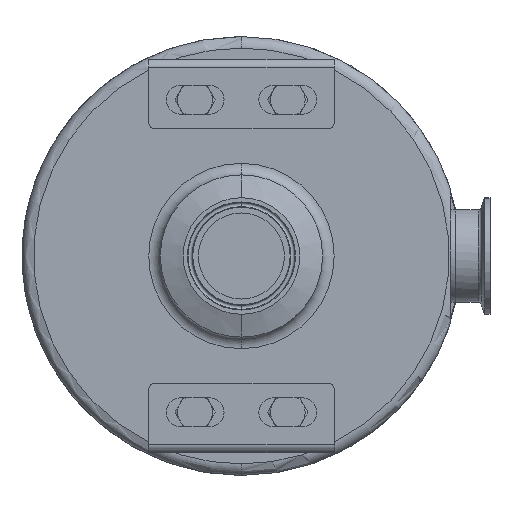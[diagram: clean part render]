
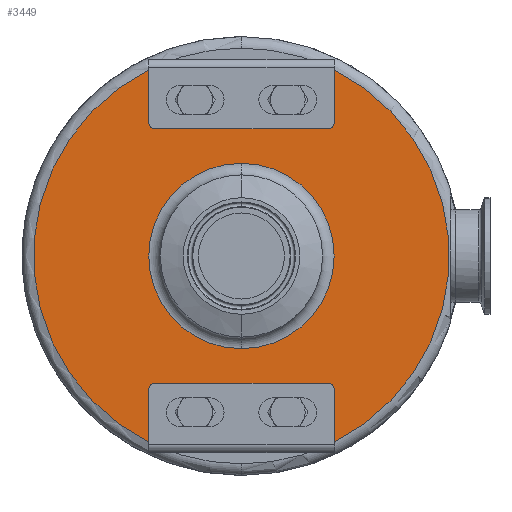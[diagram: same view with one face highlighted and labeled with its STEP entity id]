
A CAD part, front view. The second image highlights one B-rep face of the part: STEP entity #3449.
In plain terms, the highlighted planar face has unit normal (0, -1, 0).
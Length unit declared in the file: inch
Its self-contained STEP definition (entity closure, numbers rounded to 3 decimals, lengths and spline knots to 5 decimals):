
#12 = EDGE_CURVE ( 'NONE', #13267, #6737, #983, .T. ) ;
#31 = FACE_OUTER_BOUND ( 'NONE', #8753, .T. ) ;
#242 = DIRECTION ( 'NONE',  ( 0., 0., -1. ) ) ;
#368 = AXIS2_PLACEMENT_3D ( 'NONE', #6176, #1710, #4974 ) ;
#447 = EDGE_LOOP ( 'NONE', ( #5047, #11459 ) ) ;
#459 = CARTESIAN_POINT ( 'NONE',  ( -1.875, -1.57, -2.74695 ) ) ;
#776 = EDGE_CURVE ( 'NONE', #7760, #7158, #3615, .T. ) ;
#777 = CARTESIAN_POINT ( 'NONE',  ( -2., -1.57, 4.01438 ) ) ;
#904 = ORIENTED_EDGE ( 'NONE', *, *, #9454, .F. ) ;
#908 = CIRCLE ( 'NONE', #10197, 4.485 ) ;
#983 = CIRCLE ( 'NONE', #368, 2. ) ;
#1050 = DIRECTION ( 'NONE',  ( 0., 0., 1. ) ) ;
#1358 = CIRCLE ( 'NONE', #11082, 0.125 ) ;
#1637 = EDGE_CURVE ( 'NONE', #9423, #4547, #7119, .T. ) ;
#1684 = ORIENTED_EDGE ( 'NONE', *, *, #9439, .F. ) ;
#1710 = DIRECTION ( 'NONE',  ( 0., 1., 0. ) ) ;
#1750 = ORIENTED_EDGE ( 'NONE', *, *, #12547, .T. ) ;
#1811 = VECTOR ( 'NONE', #8048, 39.37008 ) ;
#1963 = VERTEX_POINT ( 'NONE', #4066 ) ;
#2311 = DIRECTION ( 'NONE',  ( 0., 1., 0. ) ) ;
#2343 = PLANE ( 'NONE',  #7469 ) ;
#2430 = CARTESIAN_POINT ( 'NONE',  ( 2., -1.57, 2.87195 ) ) ;
#2498 = DIRECTION ( 'NONE',  ( 0., 1., 0. ) ) ;
#2677 = CARTESIAN_POINT ( 'NONE',  ( 1.875, -1.57, -2.74695 ) ) ;
#2908 = DIRECTION ( 'NONE',  ( 0., 1., 0. ) ) ;
#3050 = VERTEX_POINT ( 'NONE', #5412 ) ;
#3180 = LINE ( 'NONE', #11095, #10245 ) ;
#3449 = ADVANCED_FACE ( 'NONE', ( #31, #13365 ), #2343, .F. ) ;
#3467 = CARTESIAN_POINT ( 'NONE',  ( 2., -1.57, 4.01438 ) ) ;
#3530 = CARTESIAN_POINT ( 'NONE',  ( 1.875, -1.57, 2.74695 ) ) ;
#3547 = DIRECTION ( 'NONE',  ( 1., 0., 0. ) ) ;
#3615 = CIRCLE ( 'NONE', #11560, 0.125 ) ;
#3617 = DIRECTION ( 'NONE',  ( 0., 0., 1. ) ) ;
#3694 = DIRECTION ( 'NONE',  ( 0., 1., 0. ) ) ;
#3796 = DIRECTION ( 'NONE',  ( 0., 0., 1. ) ) ;
#3931 = DIRECTION ( 'NONE',  ( 0., 0., -1. ) ) ;
#3982 = VECTOR ( 'NONE', #3547, 39.37008 ) ;
#4066 = CARTESIAN_POINT ( 'NONE',  ( -2., -1.57, -4.01438 ) ) ;
#4162 = EDGE_CURVE ( 'NONE', #7480, #12779, #908, .T. ) ;
#4223 = EDGE_CURVE ( 'NONE', #7480, #9457, #7412, .T. ) ;
#4303 = VERTEX_POINT ( 'NONE', #3530 ) ;
#4324 = LINE ( 'NONE', #13671, #13459 ) ;
#4368 = ORIENTED_EDGE ( 'NONE', *, *, #13222, .F. ) ;
#4547 = VERTEX_POINT ( 'NONE', #459 ) ;
#4595 = DIRECTION ( 'NONE',  ( 0., 0., -1. ) ) ;
#4674 = CARTESIAN_POINT ( 'NONE',  ( 2., -1.57, 0. ) ) ;
#4716 = EDGE_CURVE ( 'NONE', #9457, #4303, #8965, .T. ) ;
#4830 = CARTESIAN_POINT ( 'NONE',  ( -1.875, -1.57, 2.87195 ) ) ;
#4837 = EDGE_CURVE ( 'NONE', #1963, #8582, #5381, .T. ) ;
#4974 = DIRECTION ( 'NONE',  ( 0., 0., 1. ) ) ;
#5047 = ORIENTED_EDGE ( 'NONE', *, *, #8872, .T. ) ;
#5176 = AXIS2_PLACEMENT_3D ( 'NONE', #9027, #2311, #4595 ) ;
#5381 = CIRCLE ( 'NONE', #13873, 4.485 ) ;
#5412 = CARTESIAN_POINT ( 'NONE',  ( -2., -1.57, 2.87195 ) ) ;
#5450 = CARTESIAN_POINT ( 'NONE',  ( -2., -1.57, -4.05945 ) ) ;
#5658 = LINE ( 'NONE', #13645, #1811 ) ;
#5661 = CARTESIAN_POINT ( 'NONE',  ( 0., -1.57, 2. ) ) ;
#5737 = ORIENTED_EDGE ( 'NONE', *, *, #12336, .F. ) ;
#5794 = CARTESIAN_POINT ( 'NONE',  ( 0., -1.57, -2. ) ) ;
#5983 = DIRECTION ( 'NONE',  ( 0., 0., 1. ) ) ;
#6142 = ORIENTED_EDGE ( 'NONE', *, *, #1637, .T. ) ;
#6176 = CARTESIAN_POINT ( 'NONE',  ( 0., -1.57, 0. ) ) ;
#6290 = CARTESIAN_POINT ( 'NONE',  ( 2., -1.57, -2.87195 ) ) ;
#6384 = AXIS2_PLACEMENT_3D ( 'NONE', #10081, #12479, #11490 ) ;
#6662 = DIRECTION ( 'NONE',  ( 0., 0., 1. ) ) ;
#6737 = VERTEX_POINT ( 'NONE', #5661 ) ;
#6843 = ORIENTED_EDGE ( 'NONE', *, *, #4162, .F. ) ;
#7119 = CIRCLE ( 'NONE', #5176, 0.125 ) ;
#7158 = VERTEX_POINT ( 'NONE', #6290 ) ;
#7412 = LINE ( 'NONE', #10225, #11601 ) ;
#7469 = AXIS2_PLACEMENT_3D ( 'NONE', #4674, #2498, #3617 ) ;
#7480 = VERTEX_POINT ( 'NONE', #3467 ) ;
#7639 = ORIENTED_EDGE ( 'NONE', *, *, #9726, .T. ) ;
#7760 = VERTEX_POINT ( 'NONE', #2677 ) ;
#7764 = DIRECTION ( 'NONE',  ( 0., 1., 0. ) ) ;
#7976 = CARTESIAN_POINT ( 'NONE',  ( 2., -1.57, -4.01438 ) ) ;
#8048 = DIRECTION ( 'NONE',  ( -1., 0., 0. ) ) ;
#8264 = CARTESIAN_POINT ( 'NONE',  ( 1.875, -1.57, 2.87195 ) ) ;
#8582 = VERTEX_POINT ( 'NONE', #777 ) ;
#8753 = EDGE_LOOP ( 'NONE', ( #10474, #1750, #6142, #5737, #10110, #4368, #6843, #10283, #9338, #904, #7639, #1684 ) ) ;
#8872 = EDGE_CURVE ( 'NONE', #6737, #13267, #14004, .T. ) ;
#8965 = CIRCLE ( 'NONE', #12347, 0.125 ) ;
#9027 = CARTESIAN_POINT ( 'NONE',  ( -1.875, -1.57, -2.87195 ) ) ;
#9034 = DIRECTION ( 'NONE',  ( 0., 0., -1. ) ) ;
#9338 = ORIENTED_EDGE ( 'NONE', *, *, #4716, .T. ) ;
#9423 = VERTEX_POINT ( 'NONE', #9667 ) ;
#9439 = EDGE_CURVE ( 'NONE', #8582, #3050, #4324, .T. ) ;
#9454 = EDGE_CURVE ( 'NONE', #10175, #4303, #12776, .T. ) ;
#9457 = VERTEX_POINT ( 'NONE', #2430 ) ;
#9667 = CARTESIAN_POINT ( 'NONE',  ( -2., -1.57, -2.87195 ) ) ;
#9726 = EDGE_CURVE ( 'NONE', #10175, #3050, #1358, .T. ) ;
#9881 = CARTESIAN_POINT ( 'NONE',  ( 0., -1.57, 0. ) ) ;
#10081 = CARTESIAN_POINT ( 'NONE',  ( 0., -1.57, 0. ) ) ;
#10110 = ORIENTED_EDGE ( 'NONE', *, *, #776, .T. ) ;
#10175 = VERTEX_POINT ( 'NONE', #11164 ) ;
#10197 = AXIS2_PLACEMENT_3D ( 'NONE', #9881, #7764, #1050 ) ;
#10225 = CARTESIAN_POINT ( 'NONE',  ( 2., -1.57, 4.05945 ) ) ;
#10245 = VECTOR ( 'NONE', #13543, 39.37008 ) ;
#10283 = ORIENTED_EDGE ( 'NONE', *, *, #4223, .T. ) ;
#10474 = ORIENTED_EDGE ( 'NONE', *, *, #4837, .F. ) ;
#10477 = DIRECTION ( 'NONE',  ( 0., 1., 0. ) ) ;
#11082 = AXIS2_PLACEMENT_3D ( 'NONE', #4830, #12718, #5983 ) ;
#11095 = CARTESIAN_POINT ( 'NONE',  ( 2., -1.57, -4.05945 ) ) ;
#11164 = CARTESIAN_POINT ( 'NONE',  ( -1.875, -1.57, 2.74695 ) ) ;
#11453 = CARTESIAN_POINT ( 'NONE',  ( 0., -1.57, 0. ) ) ;
#11459 = ORIENTED_EDGE ( 'NONE', *, *, #12, .T. ) ;
#11490 = DIRECTION ( 'NONE',  ( 0., 0., 1. ) ) ;
#11538 = DIRECTION ( 'NONE',  ( 0., 0., 1. ) ) ;
#11560 = AXIS2_PLACEMENT_3D ( 'NONE', #11769, #2908, #3931 ) ;
#11601 = VECTOR ( 'NONE', #9034, 39.37008 ) ;
#11769 = CARTESIAN_POINT ( 'NONE',  ( 1.875, -1.57, -2.87195 ) ) ;
#12140 = LINE ( 'NONE', #5450, #12694 ) ;
#12336 = EDGE_CURVE ( 'NONE', #7760, #4547, #5658, .T. ) ;
#12347 = AXIS2_PLACEMENT_3D ( 'NONE', #8264, #10477, #3796 ) ;
#12479 = DIRECTION ( 'NONE',  ( 0., 1., 0. ) ) ;
#12536 = CARTESIAN_POINT ( 'NONE',  ( -2., -1.57, 2.74695 ) ) ;
#12547 = EDGE_CURVE ( 'NONE', #1963, #9423, #12140, .T. ) ;
#12694 = VECTOR ( 'NONE', #6662, 39.37008 ) ;
#12718 = DIRECTION ( 'NONE',  ( 0., 1., 0. ) ) ;
#12776 = LINE ( 'NONE', #12536, #3982 ) ;
#12779 = VERTEX_POINT ( 'NONE', #7976 ) ;
#13222 = EDGE_CURVE ( 'NONE', #12779, #7158, #3180, .T. ) ;
#13267 = VERTEX_POINT ( 'NONE', #5794 ) ;
#13365 = FACE_BOUND ( 'NONE', #447, .T. ) ;
#13459 = VECTOR ( 'NONE', #242, 39.37008 ) ;
#13543 = DIRECTION ( 'NONE',  ( 0., 0., 1. ) ) ;
#13645 = CARTESIAN_POINT ( 'NONE',  ( 2., -1.57, -2.74695 ) ) ;
#13671 = CARTESIAN_POINT ( 'NONE',  ( -2., -1.57, 4.05945 ) ) ;
#13873 = AXIS2_PLACEMENT_3D ( 'NONE', #11453, #3694, #11538 ) ;
#14004 = CIRCLE ( 'NONE', #6384, 2. ) ;
